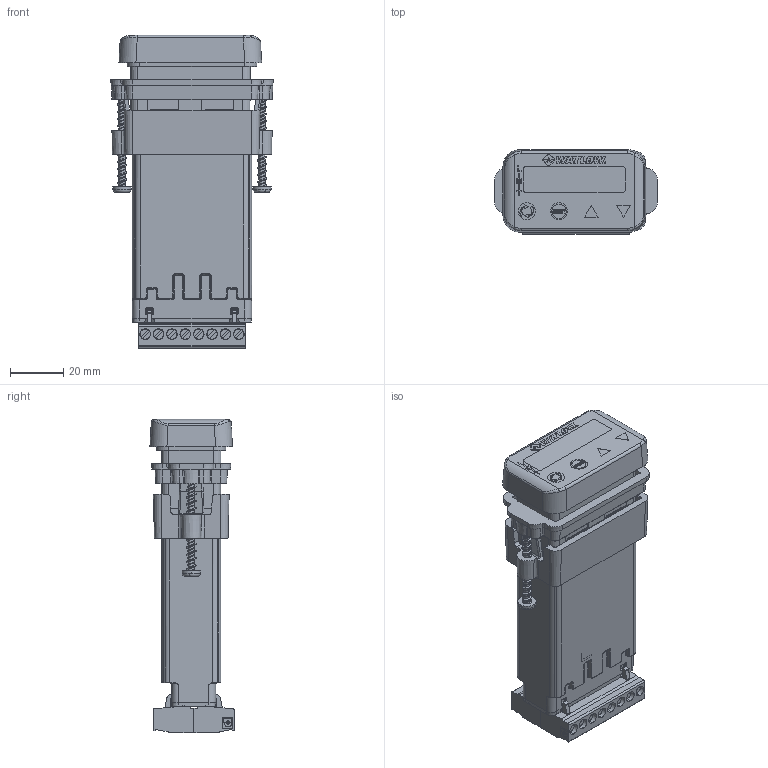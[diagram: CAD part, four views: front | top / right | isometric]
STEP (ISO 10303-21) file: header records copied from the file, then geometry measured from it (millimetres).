
FILE_DESCRIPTION (( 'STEP AP214' ), '1' );
FILE_NAME ('PM3 Legacy Limit.STEP', '2021-12-02T16:07:20', ( 'Authorized User' ), ( 'Watlow' ), 'SwSTEP 2.0', 'SolidWorks 2020', '' );
FILE_SCHEMA (( 'AUTOMOTIVE_DESIGN' ));
Length unit declared in the file: inch
Products named in the file (1): PM3 Legacy Limit
Bounding box: 60.71 x 31.45 x 117.11 mm (x, y, z)
Volume: 128940.8 mm3; surface area: 48870.8 mm2
Topology: 15 solids, 15 shells, 2696 faces, 6752 edges, 4208 vertices
Faces by surface type: plane 1356, cylinder 716, bspline 469, cone 155
Entity records: 160348 total; most frequent: CARTESIAN_POINT 65621, ORIENTED_EDGE 13448, DIRECTION 11251, EDGE_CURVE 6724, VERTEX_POINT 4208, LINE 3925, VECTOR 3925, AXIS2_PLACEMENT_3D 3663
